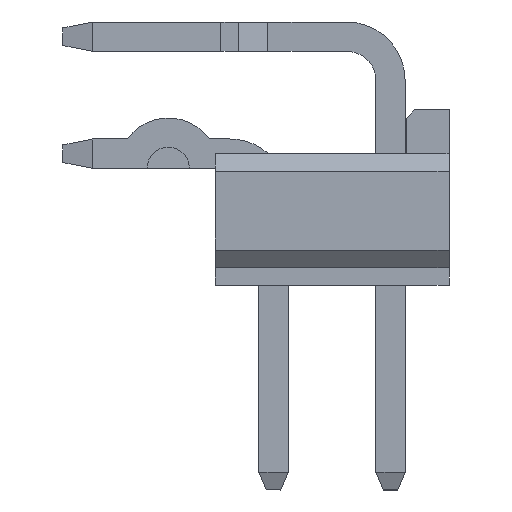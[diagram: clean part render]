
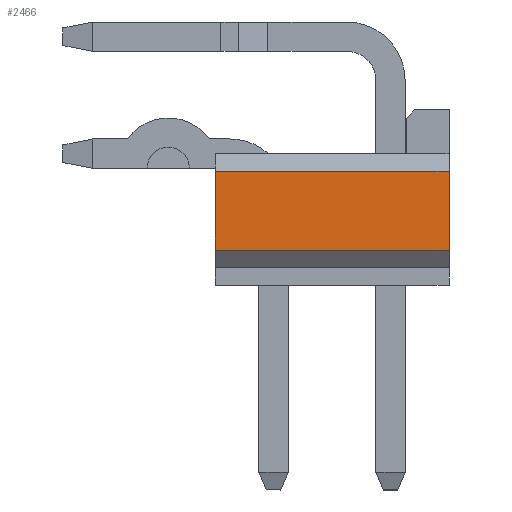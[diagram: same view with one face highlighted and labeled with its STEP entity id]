
A CAD part, front view. The second image highlights one B-rep face of the part: STEP entity #2466.
In plain terms, the highlighted planar face has unit normal (0, -1, 0).
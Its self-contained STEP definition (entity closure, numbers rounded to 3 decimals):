
#1017 = CARTESIAN_POINT ( 'NONE',  ( 5.613, -38.438, 0.4 ) ) ;
#2466 = ADVANCED_FACE ( 'NONE', ( #26841 ), #18734, .T. ) ;
#4095 = DIRECTION ( 'NONE',  ( 1., 0., 0. ) ) ;
#4577 = VERTEX_POINT ( 'NONE', #50660 ) ;
#5806 = ORIENTED_EDGE ( 'NONE', *, *, #22671, .F. ) ;
#6202 = EDGE_CURVE ( 'NONE', #53274, #30337, #23716, .T. ) ;
#6521 = EDGE_LOOP ( 'NONE', ( #43208, #5806, #20618, #29118 ) ) ;
#6718 = CARTESIAN_POINT ( 'NONE',  ( 9.713, -38.438, 0.4 ) ) ;
#7964 = VECTOR ( 'NONE', #4095, 1000. ) ;
#9336 = DIRECTION ( 'NONE',  ( 0., 0., -1. ) ) ;
#9354 = EDGE_CURVE ( 'NONE', #4577, #47479, #46839, .T. ) ;
#14232 = VECTOR ( 'NONE', #17951, 1000. ) ;
#15876 = DIRECTION ( 'NONE',  ( 0., 0., 1. ) ) ;
#17560 = AXIS2_PLACEMENT_3D ( 'NONE', #53202, #52687, #44863 ) ;
#17951 = DIRECTION ( 'NONE',  ( 1., 0., 0. ) ) ;
#18734 = PLANE ( 'NONE',  #17560 ) ;
#19875 = VECTOR ( 'NONE', #9336, 1000. ) ;
#20618 = ORIENTED_EDGE ( 'NONE', *, *, #9354, .T. ) ;
#22671 = EDGE_CURVE ( 'NONE', #4577, #30337, #24556, .T. ) ;
#22684 = CARTESIAN_POINT ( 'NONE',  ( 9.713, -38.438, 1.75 ) ) ;
#23716 = LINE ( 'NONE', #32599, #33338 ) ;
#24556 = LINE ( 'NONE', #41053, #7964 ) ;
#25710 = EDGE_CURVE ( 'NONE', #47479, #53274, #26868, .T. ) ;
#26841 = FACE_OUTER_BOUND ( 'NONE', #6521, .T. ) ;
#26868 = LINE ( 'NONE', #1017, #14232 ) ;
#29118 = ORIENTED_EDGE ( 'NONE', *, *, #25710, .T. ) ;
#30337 = VERTEX_POINT ( 'NONE', #22684 ) ;
#32599 = CARTESIAN_POINT ( 'NONE',  ( 9.713, -38.438, 0.366 ) ) ;
#33338 = VECTOR ( 'NONE', #15876, 1000. ) ;
#33894 = CARTESIAN_POINT ( 'NONE',  ( 5.713, -38.438, 0.366 ) ) ;
#41053 = CARTESIAN_POINT ( 'NONE',  ( 9.813, -38.438, 1.75 ) ) ;
#43208 = ORIENTED_EDGE ( 'NONE', *, *, #6202, .T. ) ;
#43377 = CARTESIAN_POINT ( 'NONE',  ( 5.713, -38.438, 0.4 ) ) ;
#44863 = DIRECTION ( 'NONE',  ( 0., 0., -1. ) ) ;
#46839 = LINE ( 'NONE', #33894, #19875 ) ;
#47479 = VERTEX_POINT ( 'NONE', #43377 ) ;
#50660 = CARTESIAN_POINT ( 'NONE',  ( 5.713, -38.438, 1.75 ) ) ;
#52687 = DIRECTION ( 'NONE',  ( 0., -1., 0. ) ) ;
#53202 = CARTESIAN_POINT ( 'NONE',  ( 5.613, -38.438, 0.366 ) ) ;
#53274 = VERTEX_POINT ( 'NONE', #6718 ) ;
